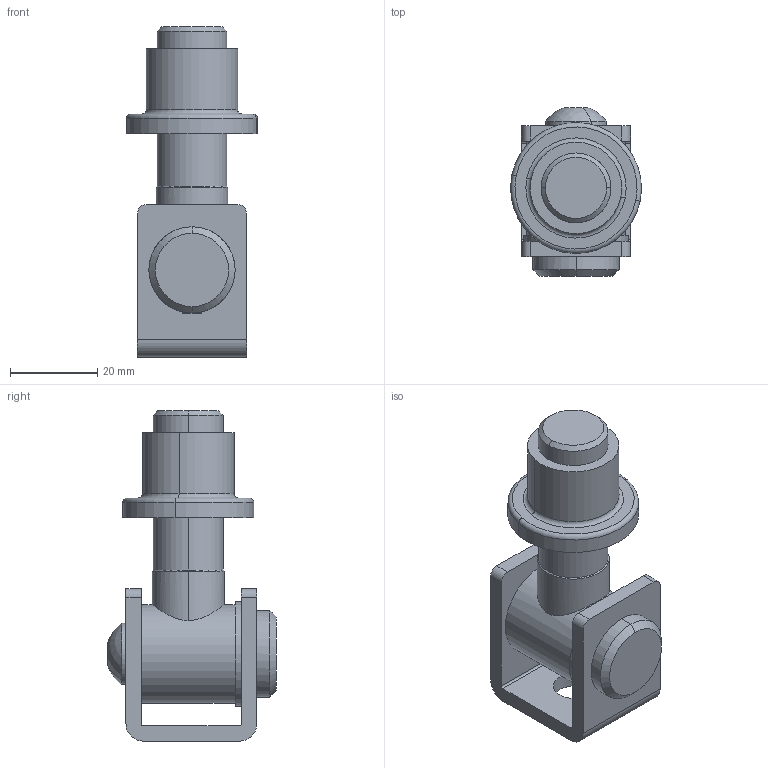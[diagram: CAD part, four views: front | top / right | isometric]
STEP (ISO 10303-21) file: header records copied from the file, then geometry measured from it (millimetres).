
FILE_DESCRIPTION (( 'STEP AP203' ), '1' );
FILE_NAME ('120-M16-V4A.STEP', '2021-02-05T10:27:45', ( '' ), ( '' ), 'SwSTEP 2.0', 'SolidWorks 2018', '' );
FILE_SCHEMA (( 'CONFIG_CONTROL_DESIGN' ));
Length unit declared in the file: millimetre
Products named in the file (14): 120-M16-V4A Teil1_120-M16-V4A Teil 1; 120-M16-V4A; ISO7380 - M6x16; ISO7380 - M6x16_ISO7380 - M6x16; 120-M16-V4A Teil2; 120-M16-V4A Teil4; 120-M16-V4A Teil4_120-M12-V4A Teil 4; 120-M16-V4A Teil5; 120-M16-V4A Teil3_120-M12-V4A Teil 3; 120-M16-V4A Teil1; 120-M16-V4A Teil3; 120-M16-V4A Teil2_120-M16-V4A Teil 2; 120-M16-V4A Teil5_120-M16-V4A Teil5
Assembly tree (7 placements, depth 2):
  120-M16-V4A
    ISO7380 - M6x16
  120-M16-V4A Teil2
  120-M16-V4A Teil4
  120-M16-V4A Teil5
  120-M16-V4A
    120-M16-V4A Teil1_120-M16-V4A Teil 1
    120-M16-V4A Teil3_120-M12-V4A Teil 3
    120-M16-V4A Teil4_120-M12-V4A Teil 4
    120-M16-V4A Teil5_120-M16-V4A Teil5
    ISO7380 - M6x16_ISO7380 - M6x16
    120-M16-V4A Teil2_120-M16-V4A Teil 2
Bounding box: 29.99 x 38.7 x 75.75 mm (x, y, z)
Volume: 32879.9 mm3; surface area: 17457.3 mm2
Topology: 6 solids, 6 shells, 380 faces, 975 edges, 636 vertices
Faces by surface type: plane 210, bspline 92, cylinder 45, cone 25, torus 6, sphere 2
Entity records: 17443 total; most frequent: CARTESIAN_POINT 7469, ORIENTED_EDGE 1940, DIRECTION 1496, EDGE_CURVE 970, LINE 642, VECTOR 642, VERTEX_POINT 634, AXIS2_PLACEMENT_3D 427
